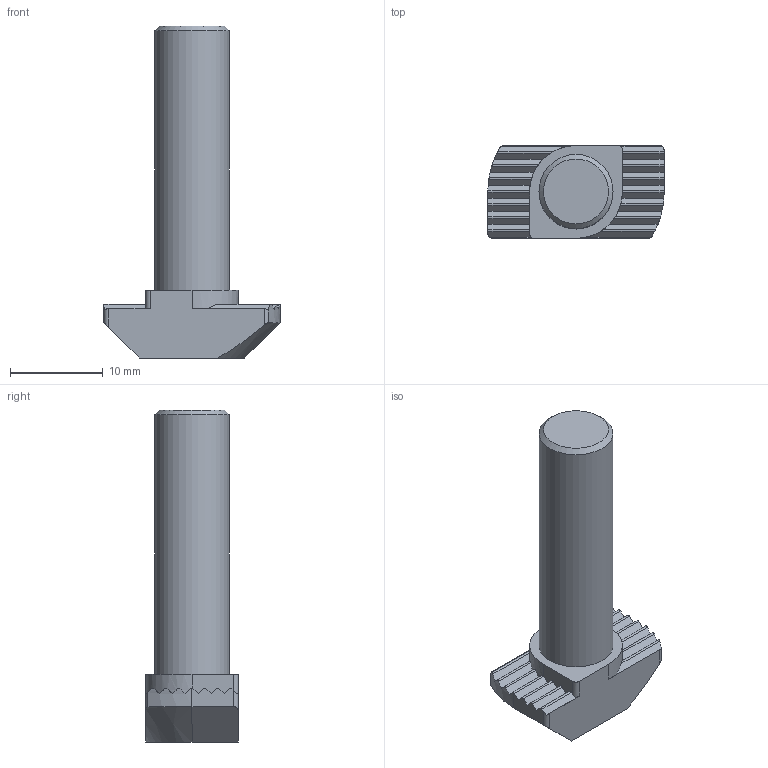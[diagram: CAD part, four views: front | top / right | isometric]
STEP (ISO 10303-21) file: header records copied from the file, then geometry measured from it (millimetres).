
FILE_DESCRIPTION((''),'2;1');
FILE_NAME('AR3401 śruba młoteczkowa M8x30 [8] [10].stp','2016-07-12T15:01:31',('Envy'),(''),'Autodesk Inventor 2013','Autodesk Inventor 2013','');
FILE_SCHEMA(('AUTOMOTIVE_DESIGN { 1 0 10303 214 1 1 1 1 }'));
Length unit declared in the file: millimetre
Products named in the file (1): AR3401 śruba młoteczkowa M8x30 [8] [10]
Bounding box: 19 x 10 x 35.81 mm (x, y, z)
Volume: 2462.2 mm3; surface area: 1399.5 mm2
Topology: 1 solids, 1 shells, 71 faces, 215 edges, 147 vertices
Faces by surface type: plane 43, cylinder 25, cone 3
Full cylindrical faces by diameter (mm): 8 x1
Entity records: 2573 total; most frequent: CARTESIAN_POINT 604, ORIENTED_EDGE 426, DIRECTION 394, EDGE_CURVE 213, VERTEX_POINT 147, AXIS2_PLACEMENT_3D 143, VECTOR 108, LINE 108
